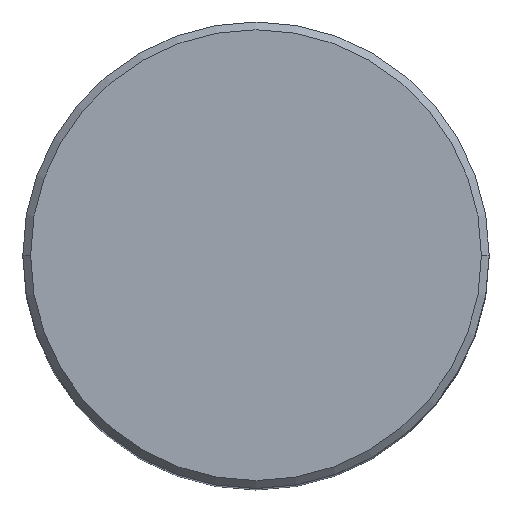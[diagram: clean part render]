
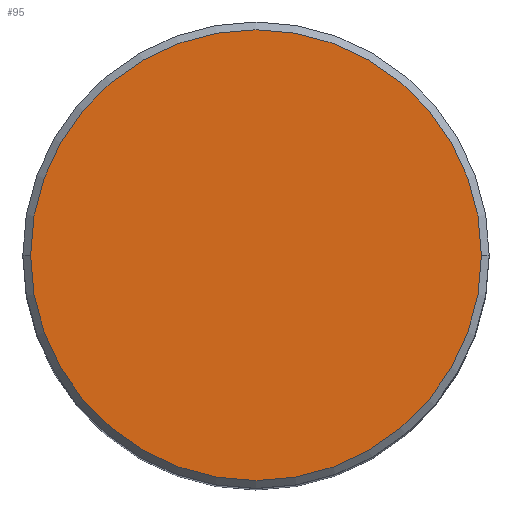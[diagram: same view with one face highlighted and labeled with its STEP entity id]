
A CAD part, top view. The second image highlights one B-rep face of the part: STEP entity #95.
In plain terms, the highlighted planar face has unit normal (0, 0, 1).
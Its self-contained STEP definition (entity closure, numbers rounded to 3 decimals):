
#27 = EDGE_CURVE ( 'NONE', #469, #377, #358, .T. ) ;
#35 = CARTESIAN_POINT ( 'NONE',  ( 0., 0., 0. ) ) ;
#39 = ORIENTED_EDGE ( 'NONE', *, *, #532, .T. ) ;
#55 = CARTESIAN_POINT ( 'NONE',  ( 14.5, 0., 0. ) ) ;
#64 = DIRECTION ( 'NONE',  ( 1., 0., 0. ) ) ;
#74 = DIRECTION ( 'NONE',  ( 0., 0., 1. ) ) ;
#86 = AXIS2_PLACEMENT_3D ( 'NONE', #516, #74, #171 ) ;
#95 = ADVANCED_FACE ( 'NONE', ( #376 ), #381, .T. ) ;
#160 = DIRECTION ( 'NONE',  ( 0., 0., 1. ) ) ;
#171 = DIRECTION ( 'NONE',  ( 1., 0., 0. ) ) ;
#208 = AXIS2_PLACEMENT_3D ( 'NONE', #35, #561, #370 ) ;
#239 = AXIS2_PLACEMENT_3D ( 'NONE', #554, #160, #64 ) ;
#267 = EDGE_LOOP ( 'NONE', ( #463, #39 ) ) ;
#277 = CARTESIAN_POINT ( 'NONE',  ( -14.5, 0., 0. ) ) ;
#358 = CIRCLE ( 'NONE', #86, 14.5 ) ;
#370 = DIRECTION ( 'NONE',  ( 1., 0., 0. ) ) ;
#376 = FACE_OUTER_BOUND ( 'NONE', #267, .T. ) ;
#377 = VERTEX_POINT ( 'NONE', #55 ) ;
#381 = PLANE ( 'NONE',  #208 ) ;
#443 = CIRCLE ( 'NONE', #239, 14.5 ) ;
#463 = ORIENTED_EDGE ( 'NONE', *, *, #27, .T. ) ;
#469 = VERTEX_POINT ( 'NONE', #277 ) ;
#516 = CARTESIAN_POINT ( 'NONE',  ( 0., 0., 0. ) ) ;
#532 = EDGE_CURVE ( 'NONE', #377, #469, #443, .T. ) ;
#554 = CARTESIAN_POINT ( 'NONE',  ( 0., 0., 0. ) ) ;
#561 = DIRECTION ( 'NONE',  ( 0., 0., 1. ) ) ;
